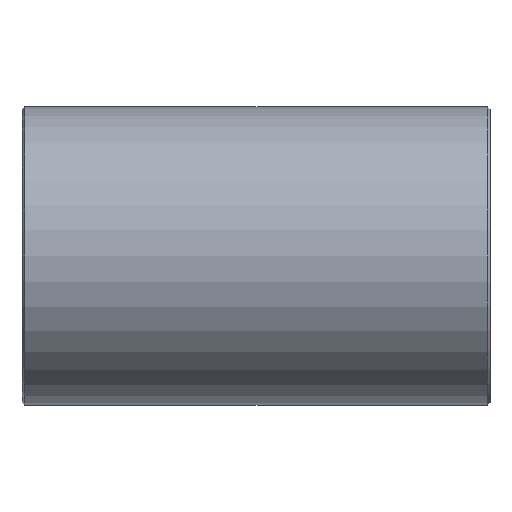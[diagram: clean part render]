
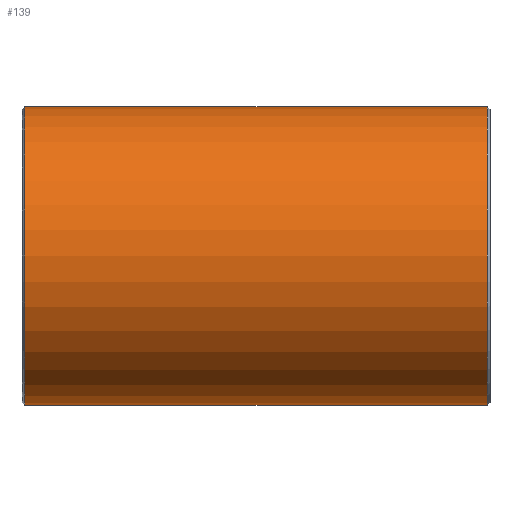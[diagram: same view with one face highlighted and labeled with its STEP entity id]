
A CAD part, front view. The second image highlights one B-rep face of the part: STEP entity #139.
In plain terms, the highlighted cylindrical face has radius 161.925 mm (diameter 323.85 mm), a partial arc.
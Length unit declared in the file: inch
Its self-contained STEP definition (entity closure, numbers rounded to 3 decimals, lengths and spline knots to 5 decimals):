
#8 = DIRECTION ( 'NONE',  ( -1., 0., 0. ) ) ;
#17 = VERTEX_POINT ( 'NONE', #188 ) ;
#123 = AXIS2_PLACEMENT_3D ( 'NONE', #904, #760, #540 ) ;
#137 = VECTOR ( 'NONE', #545, 39.37008 ) ;
#139 = ADVANCED_FACE ( 'NONE', ( #856 ), #834, .T. ) ;
#169 = CIRCLE ( 'NONE', #123, 6.375 ) ;
#188 = CARTESIAN_POINT ( 'NONE',  ( 9.89, 0., -6.375 ) ) ;
#198 = EDGE_CURVE ( 'NONE', #371, #394, #687, .T. ) ;
#238 = EDGE_CURVE ( 'NONE', #394, #617, #288, .T. ) ;
#252 = DIRECTION ( 'NONE',  ( 0., 0., 1. ) ) ;
#261 = AXIS2_PLACEMENT_3D ( 'NONE', #335, #409, #252 ) ;
#288 = CIRCLE ( 'NONE', #775, 6.375 ) ;
#294 = EDGE_CURVE ( 'NONE', #17, #617, #672, .T. ) ;
#335 = CARTESIAN_POINT ( 'NONE',  ( 10., 0., 0. ) ) ;
#370 = CARTESIAN_POINT ( 'NONE',  ( 9.89, 0., 6.375 ) ) ;
#371 = VERTEX_POINT ( 'NONE', #370 ) ;
#394 = VERTEX_POINT ( 'NONE', #529 ) ;
#397 = DIRECTION ( 'NONE',  ( 0., 0., 1. ) ) ;
#409 = DIRECTION ( 'NONE',  ( -1., 0., 0. ) ) ;
#457 = ORIENTED_EDGE ( 'NONE', *, *, #294, .F. ) ;
#477 = DIRECTION ( 'NONE',  ( 1., 0., 0. ) ) ;
#529 = CARTESIAN_POINT ( 'NONE',  ( -9.89, 0., 6.375 ) ) ;
#540 = DIRECTION ( 'NONE',  ( 0., 0., -1. ) ) ;
#545 = DIRECTION ( 'NONE',  ( -1., 0., 0. ) ) ;
#550 = EDGE_CURVE ( 'NONE', #17, #371, #169, .T. ) ;
#558 = EDGE_LOOP ( 'NONE', ( #457, #838, #605, #917 ) ) ;
#573 = VECTOR ( 'NONE', #8, 39.37008 ) ;
#605 = ORIENTED_EDGE ( 'NONE', *, *, #198, .T. ) ;
#617 = VERTEX_POINT ( 'NONE', #766 ) ;
#672 = LINE ( 'NONE', #900, #573 ) ;
#687 = LINE ( 'NONE', #767, #137 ) ;
#760 = DIRECTION ( 'NONE',  ( -1., 0., 0. ) ) ;
#766 = CARTESIAN_POINT ( 'NONE',  ( -9.89, 0., -6.375 ) ) ;
#767 = CARTESIAN_POINT ( 'NONE',  ( 10., 0., 6.375 ) ) ;
#775 = AXIS2_PLACEMENT_3D ( 'NONE', #850, #477, #397 ) ;
#834 = CYLINDRICAL_SURFACE ( 'NONE', #261, 6.375 ) ;
#838 = ORIENTED_EDGE ( 'NONE', *, *, #550, .T. ) ;
#850 = CARTESIAN_POINT ( 'NONE',  ( -9.89, 0., 0. ) ) ;
#856 = FACE_OUTER_BOUND ( 'NONE', #558, .T. ) ;
#900 = CARTESIAN_POINT ( 'NONE',  ( 10., 0., -6.375 ) ) ;
#904 = CARTESIAN_POINT ( 'NONE',  ( 9.89, 0., 0. ) ) ;
#917 = ORIENTED_EDGE ( 'NONE', *, *, #238, .T. ) ;
